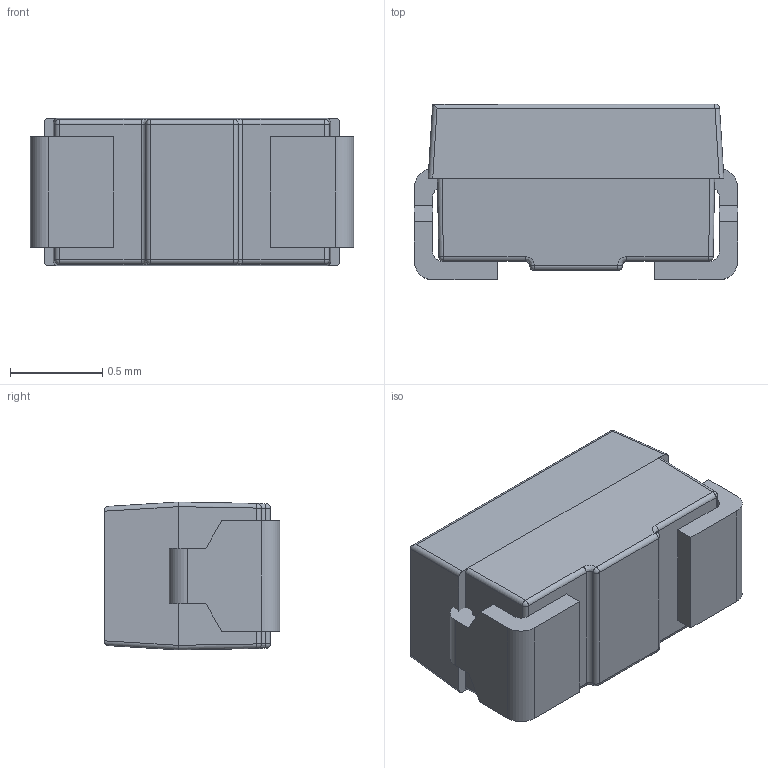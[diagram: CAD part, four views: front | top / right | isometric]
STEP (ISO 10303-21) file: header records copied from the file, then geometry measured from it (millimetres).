
FILE_DESCRIPTION(/* description */ (''),/* implementation_level */ '2;1');
FILE_NAME(/* name */ '',/* time_stamp */ '',/* author */ (''),/* organization */ (''),/* preprocessor_version */ '',/* originating_system */ '',/* authorisation */ '');
FILE_SCHEMA (('AUTOMOTIVE_DESIGN { 1 0 10303 214 3 1 1 }'));
Length unit declared in the file: millimetre
Products named in the file (3): Vishay TMCJ; Vishay TMCJ_Body; Vishay TMCJ_Lead
Assembly tree (3 placements, depth 2):
  Vishay TMCJ
    Vishay TMCJ_Body
    Vishay TMCJ_Lead  x2
Bounding box: 1.75 x 0.95 x 0.8 mm (x, y, z)
Volume: 1.2 mm3; surface area: 9.3 mm2
Topology: 3 solids, 3 shells, 112 faces, 282 edges, 170 vertices
Faces by surface type: plane 58, cylinder 32, bspline 12, sphere 10
Entity records: 2952 total; most frequent: CARTESIAN_POINT 664, ORIENTED_EDGE 452, DIRECTION 452, EDGE_CURVE 226, AXIS2_PLACEMENT_3D 154, LINE 144, VECTOR 144, VERTEX_POINT 138
